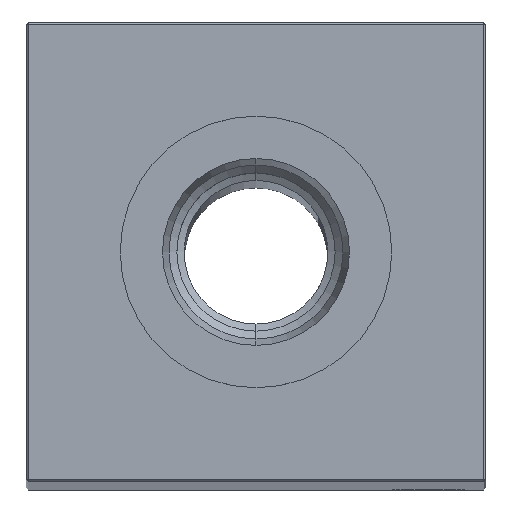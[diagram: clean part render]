
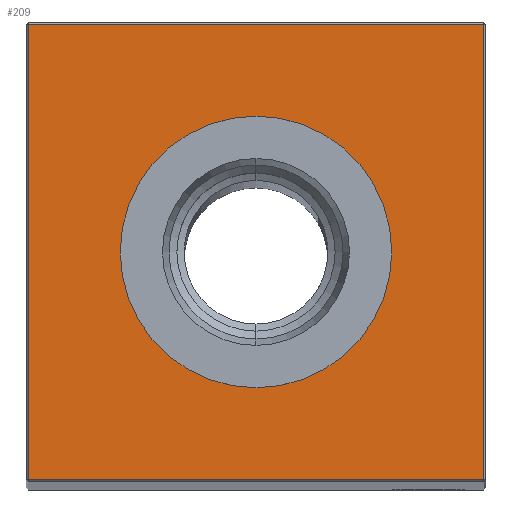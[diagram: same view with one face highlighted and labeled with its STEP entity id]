
A CAD part, top view. The second image highlights one B-rep face of the part: STEP entity #209.
In plain terms, the highlighted planar face has unit normal (0, 0, 1).
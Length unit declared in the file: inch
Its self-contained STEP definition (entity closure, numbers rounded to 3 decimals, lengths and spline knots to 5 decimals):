
#209 = ADVANCED_FACE ( 'NONE', ( #7142, #9577 ), #2865, .F. ) ;
#587 = CARTESIAN_POINT ( 'NONE',  ( 0.99, 0.99, 20.25 ) ) ;
#810 = LINE ( 'NONE', #3247, #17184 ) ;
#2865 = PLANE ( 'NONE',  #6323 ) ;
#3247 = CARTESIAN_POINT ( 'NONE',  ( 0.99, 0., 20.25 ) ) ;
#4476 = VECTOR ( 'NONE', #24862, 39.37008 ) ;
#4934 = DIRECTION ( 'NONE',  ( 0., 0., -1. ) ) ;
#5159 = CARTESIAN_POINT ( 'NONE',  ( 0., 0., 20.25 ) ) ;
#5217 = CARTESIAN_POINT ( 'NONE',  ( 0., 0., 20.25 ) ) ;
#5581 = ORIENTED_EDGE ( 'NONE', *, *, #21696, .T. ) ;
#6323 = AXIS2_PLACEMENT_3D ( 'NONE', #5159, #26908, #11562 ) ;
#6873 = ORIENTED_EDGE ( 'NONE', *, *, #14649, .T. ) ;
#7133 = ORIENTED_EDGE ( 'NONE', *, *, #13027, .T. ) ;
#7142 = FACE_OUTER_BOUND ( 'NONE', #7473, .T. ) ;
#7225 = CARTESIAN_POINT ( 'NONE',  ( 0., -0.59055, 20.25 ) ) ;
#7473 = EDGE_LOOP ( 'NONE', ( #15603, #7133, #5581, #18571 ) ) ;
#7714 = VERTEX_POINT ( 'NONE', #16028 ) ;
#8333 = CARTESIAN_POINT ( 'NONE',  ( -0.99, -0.99, 20.25 ) ) ;
#8988 = LINE ( 'NONE', #23895, #17221 ) ;
#9577 = FACE_BOUND ( 'NONE', #24055, .T. ) ;
#11562 = DIRECTION ( 'NONE',  ( -1., 0., 0. ) ) ;
#12105 = LINE ( 'NONE', #27161, #4476 ) ;
#12635 = DIRECTION ( 'NONE',  ( 0., -1., 0. ) ) ;
#13027 = EDGE_CURVE ( 'NONE', #24191, #24398, #12105, .T. ) ;
#14318 = EDGE_CURVE ( 'NONE', #25585, #25410, #8988, .T. ) ;
#14649 = EDGE_CURVE ( 'NONE', #7714, #16803, #22733, .T. ) ;
#14875 = ORIENTED_EDGE ( 'NONE', *, *, #17664, .T. ) ;
#15603 = ORIENTED_EDGE ( 'NONE', *, *, #26569, .T. ) ;
#15745 = DIRECTION ( 'NONE',  ( -1., 0., 0. ) ) ;
#16028 = CARTESIAN_POINT ( 'NONE',  ( 0., 0.59055, 20.25 ) ) ;
#16076 = DIRECTION ( 'NONE',  ( -1., 0., 0. ) ) ;
#16803 = VERTEX_POINT ( 'NONE', #7225 ) ;
#17184 = VECTOR ( 'NONE', #22560, 39.37008 ) ;
#17221 = VECTOR ( 'NONE', #17425, 39.37008 ) ;
#17425 = DIRECTION ( 'NONE',  ( -1., 0., 0. ) ) ;
#17431 = CARTESIAN_POINT ( 'NONE',  ( -0.99, 0.99, 20.25 ) ) ;
#17664 = EDGE_CURVE ( 'NONE', #16803, #7714, #25098, .T. ) ;
#18571 = ORIENTED_EDGE ( 'NONE', *, *, #14318, .T. ) ;
#20916 = AXIS2_PLACEMENT_3D ( 'NONE', #5217, #4934, #16076 ) ;
#21535 = CARTESIAN_POINT ( 'NONE',  ( -0.99, 0., 20.25 ) ) ;
#21696 = EDGE_CURVE ( 'NONE', #24398, #25585, #810, .T. ) ;
#22560 = DIRECTION ( 'NONE',  ( 0., 1., 0. ) ) ;
#22733 = CIRCLE ( 'NONE', #20916, 0.59055 ) ;
#22817 = AXIS2_PLACEMENT_3D ( 'NONE', #26644, #24487, #15745 ) ;
#23685 = LINE ( 'NONE', #21535, #25052 ) ;
#23895 = CARTESIAN_POINT ( 'NONE',  ( 0., 0.99, 20.25 ) ) ;
#24055 = EDGE_LOOP ( 'NONE', ( #6873, #14875 ) ) ;
#24191 = VERTEX_POINT ( 'NONE', #8333 ) ;
#24217 = CARTESIAN_POINT ( 'NONE',  ( 0.99, -0.99, 20.25 ) ) ;
#24398 = VERTEX_POINT ( 'NONE', #24217 ) ;
#24487 = DIRECTION ( 'NONE',  ( 0., 0., -1. ) ) ;
#24862 = DIRECTION ( 'NONE',  ( 1., 0., 0. ) ) ;
#25052 = VECTOR ( 'NONE', #12635, 39.37008 ) ;
#25098 = CIRCLE ( 'NONE', #22817, 0.59055 ) ;
#25410 = VERTEX_POINT ( 'NONE', #17431 ) ;
#25585 = VERTEX_POINT ( 'NONE', #587 ) ;
#26569 = EDGE_CURVE ( 'NONE', #25410, #24191, #23685, .T. ) ;
#26644 = CARTESIAN_POINT ( 'NONE',  ( 0., 0., 20.25 ) ) ;
#26908 = DIRECTION ( 'NONE',  ( 0., 0., -1. ) ) ;
#27161 = CARTESIAN_POINT ( 'NONE',  ( 0., -0.99, 20.25 ) ) ;
